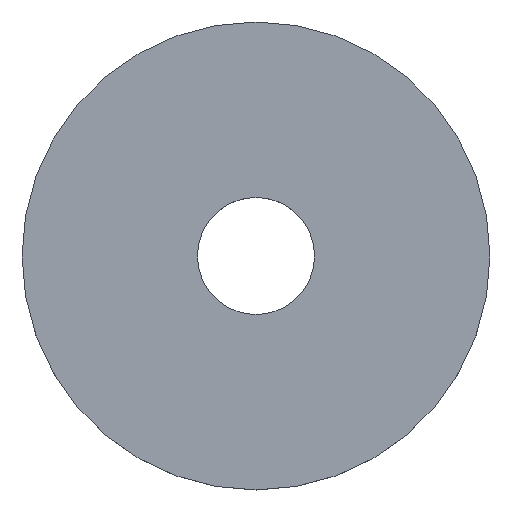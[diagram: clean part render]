
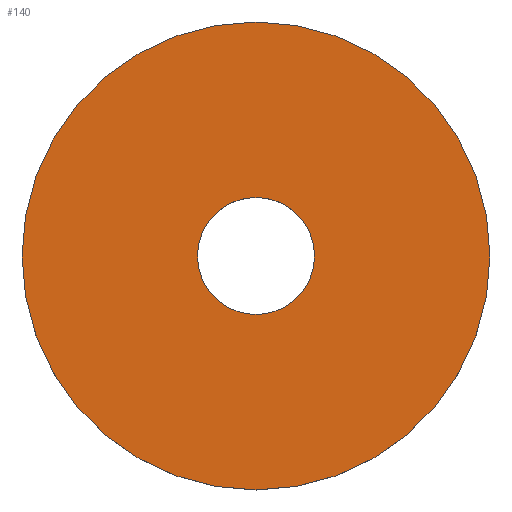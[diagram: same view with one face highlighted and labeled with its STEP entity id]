
A CAD part, top view. The second image highlights one B-rep face of the part: STEP entity #140.
In plain terms, the highlighted planar face has unit normal (0, 0, 1).
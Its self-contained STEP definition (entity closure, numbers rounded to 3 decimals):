
#12 = EDGE_CURVE ( 'NONE', #16, #16, #150, .T. ) ;
#16 = VERTEX_POINT ( 'NONE', #54 ) ;
#17 = CARTESIAN_POINT ( 'NONE',  ( 0., 0., 1.5 ) ) ;
#18 = AXIS2_PLACEMENT_3D ( 'NONE', #92, #144, #156 ) ;
#26 = AXIS2_PLACEMENT_3D ( 'NONE', #17, #115, #53 ) ;
#30 = FACE_BOUND ( 'NONE', #122, .T. ) ;
#42 = ORIENTED_EDGE ( 'NONE', *, *, #132, .F. ) ;
#53 = DIRECTION ( 'NONE',  ( 0., 1., 0. ) ) ;
#54 = CARTESIAN_POINT ( 'NONE',  ( 0., 2.5, 1.5 ) ) ;
#56 = DIRECTION ( 'NONE',  ( 0., -1., 0. ) ) ;
#61 = DIRECTION ( 'NONE',  ( 0., 0., 1. ) ) ;
#78 = FACE_OUTER_BOUND ( 'NONE', #142, .T. ) ;
#86 = CIRCLE ( 'NONE', #18, 10. ) ;
#92 = CARTESIAN_POINT ( 'NONE',  ( 0., 0., 1.5 ) ) ;
#93 = ORIENTED_EDGE ( 'NONE', *, *, #12, .T. ) ;
#102 = VERTEX_POINT ( 'NONE', #155 ) ;
#115 = DIRECTION ( 'NONE',  ( 0., 0., -1. ) ) ;
#116 = PLANE ( 'NONE',  #123 ) ;
#122 = EDGE_LOOP ( 'NONE', ( #93 ) ) ;
#123 = AXIS2_PLACEMENT_3D ( 'NONE', #146, #61, #56 ) ;
#132 = EDGE_CURVE ( 'NONE', #102, #102, #86, .T. ) ;
#140 = ADVANCED_FACE ( 'NONE', ( #30, #78 ), #116, .T. ) ;
#142 = EDGE_LOOP ( 'NONE', ( #42 ) ) ;
#144 = DIRECTION ( 'NONE',  ( 0., 0., -1. ) ) ;
#146 = CARTESIAN_POINT ( 'NONE',  ( 0., 2.5, 1.5 ) ) ;
#150 = CIRCLE ( 'NONE', #26, 2.5 ) ;
#155 = CARTESIAN_POINT ( 'NONE',  ( 0., 10., 1.5 ) ) ;
#156 = DIRECTION ( 'NONE',  ( 0., 1., 0. ) ) ;
